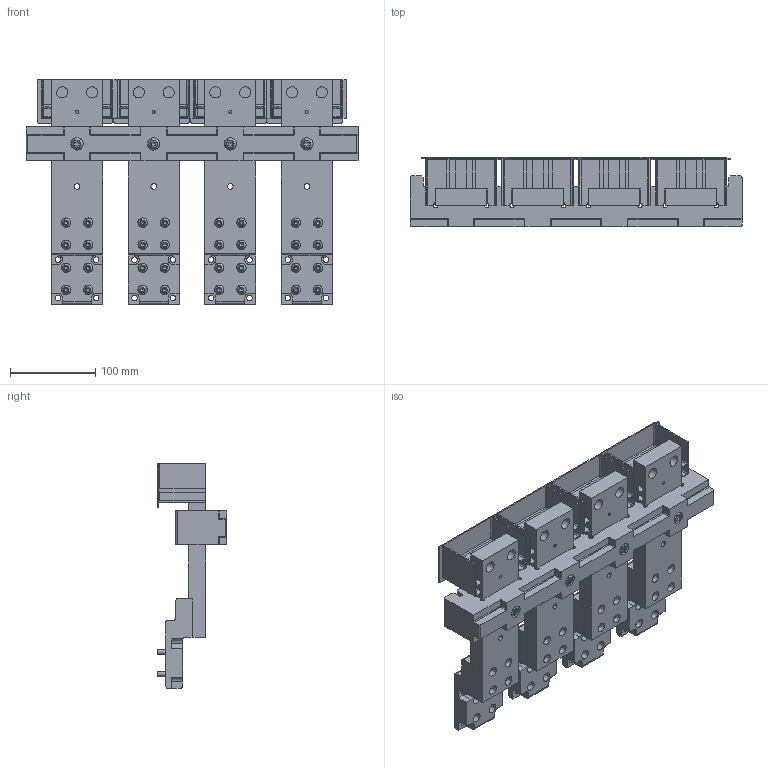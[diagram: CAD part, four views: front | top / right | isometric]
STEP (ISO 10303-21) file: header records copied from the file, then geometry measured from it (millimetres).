
FILE_DESCRIPTION(('CATIA V5 STEP Exchange'),'2;1');
FILE_NAME('1SDH001252R0326_1PA_001_02_E2.2_IV_W_TERMINALS_F_UPPER.stp','2014-11-21T08:56:00+00:00',('none'),('none'),'CATIA Version 5 Release 20 SP 6 (IN-10)','CATIA V5 STEP AP214','none');
FILE_SCHEMA(('AUTOMOTIVE_DESIGN { 1 0 10303 214 1 1 1 1 }'));
Products named in the file (1): 1SDH001252R0326_1PA_001_02_E2.2_IV_W_TERMINALS_F_UPPER
Bounding box: 390 x 82.13 x 264 mm (x, y, z)
Volume: 2154725.5 mm3; surface area: 535076.1 mm2
Topology: 89 solids, 89 shells, 2314 faces, 5904 edges, 3740 vertices
Faces by surface type: plane 1116, cylinder 934, sphere 168, cone 80, torus 16
Entity records: 67413 total; most frequent: CARTESIAN_POINT 14835, ORIENTED_EDGE 11504, DIRECTION 8644, EDGE_CURVE 5752, AXIS2_PLACEMENT_3D 3791, VERTEX_POINT 3740, VECTOR 3108, LINE 3108
